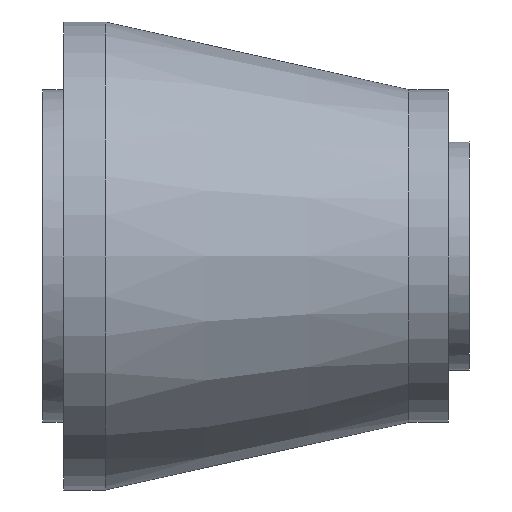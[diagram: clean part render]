
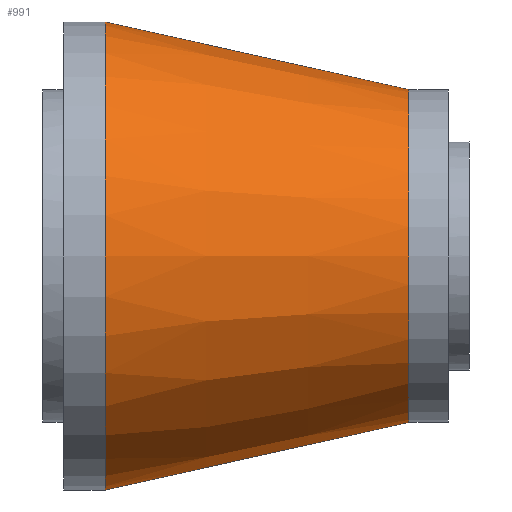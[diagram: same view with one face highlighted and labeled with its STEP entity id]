
A CAD part, front view. The second image highlights one B-rep face of the part: STEP entity #991.
In plain terms, the highlighted conical face has half-angle 12.55 degrees and reference radius 80 mm.
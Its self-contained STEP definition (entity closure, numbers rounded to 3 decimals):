
#21=CONICAL_SURFACE('',#1128,80.,0.219);
#119=CIRCLE('',#1127,80.);
#120=CIRCLE('',#1129,112.5);
#318=ORIENTED_EDGE('',*,*,#600,.T.);
#319=ORIENTED_EDGE('',*,*,#599,.F.);
#599=EDGE_CURVE('',#727,#727,#119,.T.);
#600=EDGE_CURVE('',#728,#728,#120,.T.);
#727=VERTEX_POINT('',#1978);
#728=VERTEX_POINT('',#1981);
#816=EDGE_LOOP('',(#318));
#817=EDGE_LOOP('',(#319));
#900=FACE_BOUND('',#816,.T.);
#901=FACE_BOUND('',#817,.T.);
#991=ADVANCED_FACE('',(#900,#901),#21,.T.);
#1127=AXIS2_PLACEMENT_3D('',#1977,#1381,#1382);
#1128=AXIS2_PLACEMENT_3D('',#1979,#1383,#1384);
#1129=AXIS2_PLACEMENT_3D('',#1980,#1385,#1386);
#1381=DIRECTION('',(1.,0.,0.));
#1382=DIRECTION('',(0.,0.,-1.));
#1383=DIRECTION('',(-1.,0.,0.));
#1384=DIRECTION('',(0.,0.,1.));
#1385=DIRECTION('',(1.,0.,0.));
#1386=DIRECTION('',(0.,0.,-1.));
#1977=CARTESIAN_POINT('',(176.,0.,0.));
#1978=CARTESIAN_POINT('',(176.,0.,-80.));
#1979=CARTESIAN_POINT('',(176.,0.,0.));
#1980=CARTESIAN_POINT('',(30.,0.,0.));
#1981=CARTESIAN_POINT('',(30.,0.,-112.5));
